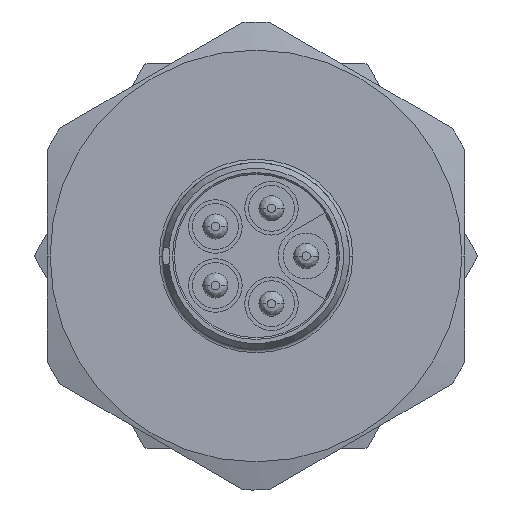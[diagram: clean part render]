
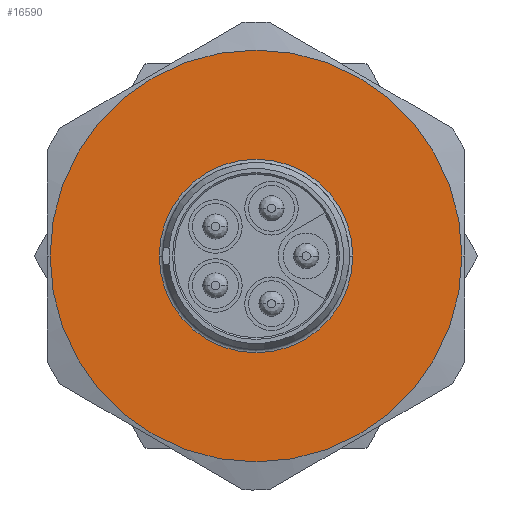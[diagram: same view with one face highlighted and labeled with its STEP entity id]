
A CAD part, left-side view. The second image highlights one B-rep face of the part: STEP entity #16590.
In plain terms, the highlighted planar face has unit normal (-1, 0, 0).
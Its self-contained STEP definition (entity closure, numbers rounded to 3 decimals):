
#5429=CARTESIAN_POINT('',(57.5,28.,-28.));
#5430=DIRECTION('',(-1.,0.,0.));
#5431=DIRECTION('',(0.,1.,0.));
#5432=AXIS2_PLACEMENT_3D('',#5429,#5430,#5431);
#5434=CARTESIAN_POINT('',(57.5,28.,-28.));
#5435=DIRECTION('',(1.,0.,0.));
#5436=DIRECTION('',(0.,1.,0.));
#5437=AXIS2_PLACEMENT_3D('',#5434,#5435,#5436);
#5439=CARTESIAN_POINT('',(57.5,28.,-28.));
#5440=DIRECTION('',(-1.,0.,0.));
#5441=DIRECTION('',(0.,-1.,0.));
#5442=AXIS2_PLACEMENT_3D('',#5439,#5440,#5441);
#5454=CARTESIAN_POINT('',(57.5,28.,-28.));
#5455=DIRECTION('',(-1.,0.,0.));
#5456=DIRECTION('',(0.,1.,0.));
#5457=AXIS2_PLACEMENT_3D('',#5454,#5455,#5456);
#9098=CARTESIAN_POINT('',(57.5,52.641,-28.));
#9099=CARTESIAN_POINT('',(57.5,3.359,-28.));
#9100=VERTEX_POINT('',#9098);
#9101=VERTEX_POINT('',#9099);
#9378=CARTESIAN_POINT('',(57.5,16.425,-28.));
#9379=CARTESIAN_POINT('',(57.5,39.575,-28.));
#9380=VERTEX_POINT('',#9378);
#9381=VERTEX_POINT('',#9379);
#16575=CARTESIAN_POINT('',(57.5,28.,-28.));
#16576=DIRECTION('',(1.,0.,0.));
#16577=DIRECTION('',(0.,-1.,0.));
#16578=AXIS2_PLACEMENT_3D('',#16575,#16576,#16577);
#16579=PLANE('267',#16578);
#16580=ORIENTED_EDGE('979',*,*,#16479,.F.);
#16581=ORIENTED_EDGE('974',*,*,#16567,.T.);
#16582=EDGE_LOOP('267',(#16580,#16581));
#16583=FACE_OUTER_BOUND('267',#16582,.F.);
#16585=ORIENTED_EDGE('1261',*,*,#16584,.T.);
#16587=ORIENTED_EDGE('1263',*,*,#16586,.T.);
#16588=EDGE_LOOP('267',(#16585,#16587));
#16589=FACE_BOUND('267',#16588,.F.);
#5433=CIRCLE('979',#5432,24.641);
#5438=CIRCLE('974',#5437,24.641);
#5443=CIRCLE('1261',#5442,11.575);
#5458=CIRCLE('1263',#5457,11.575);
#16479=EDGE_CURVE('979',#9100,#9101,#5433,.T.);
#16567=EDGE_CURVE('974',#9100,#9101,#5438,.T.);
#16584=EDGE_CURVE('1261',#9380,#9381,#5443,.T.);
#16586=EDGE_CURVE('1263',#9381,#9380,#5458,.T.);
#16590=ADVANCED_FACE('267',(#16583,#16589),#16579,.F.);
